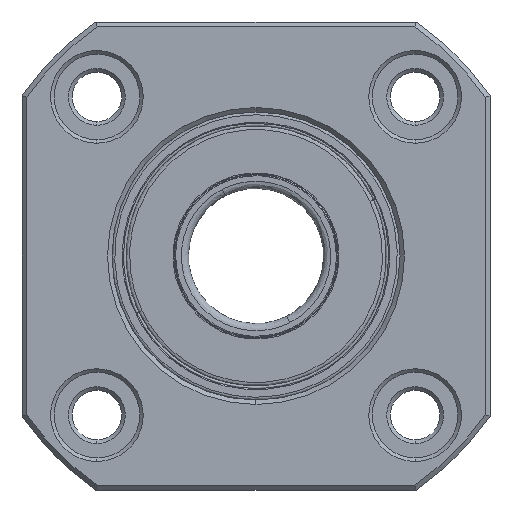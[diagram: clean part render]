
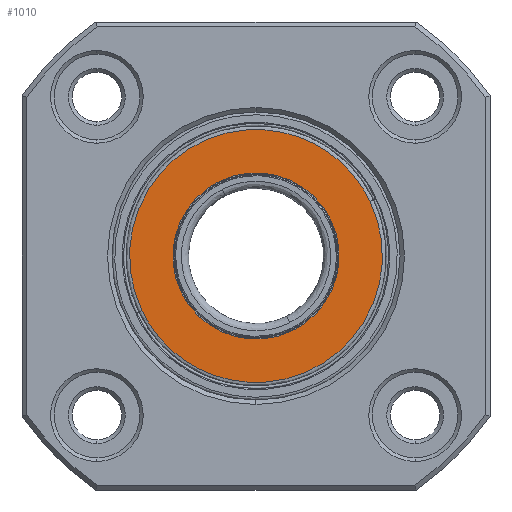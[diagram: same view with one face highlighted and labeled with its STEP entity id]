
A CAD part, left-side view. The second image highlights one B-rep face of the part: STEP entity #1010.
In plain terms, the highlighted planar face has unit normal (-1, 0, 0).
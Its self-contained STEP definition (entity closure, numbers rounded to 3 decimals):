
#121 = DIRECTION ( 'NONE',  ( -1., 0., 0. ) ) ;
#141 = EDGE_CURVE ( 'NONE', #10103, #7882, #7150, .T. ) ;
#163 = DIRECTION ( 'NONE',  ( 0., -0.902, 0.432 ) ) ;
#655 = VERTEX_POINT ( 'NONE', #9755 ) ;
#781 =( BOUNDED_CURVE ( )  B_SPLINE_CURVE ( 3, ( #10892, #9176, #10835, #4956 ),
 .UNSPECIFIED., .F., .T. ) 
 B_SPLINE_CURVE_WITH_KNOTS ( ( 4, 4 ),
 ( 0., 1. ),
 .UNSPECIFIED. ) 
 CURVE ( )  GEOMETRIC_REPRESENTATION_ITEM ( )  RATIONAL_B_SPLINE_CURVE ( ( 1., 0.333, 0.333, 1. ) ) 
 REPRESENTATION_ITEM ( '' )  );
#1010 = ADVANCED_FACE ( 'NONE', ( #7144, #10510 ), #6181, .F. ) ;
#1350 = ORIENTED_EDGE ( 'NONE', *, *, #8679, .F. ) ;
#1466 = CARTESIAN_POINT ( 'NONE',  ( 3.6, 0., 0. ) ) ;
#1550 = CARTESIAN_POINT ( 'NONE',  ( 3.6, -12.671, 6.075 ) ) ;
#1795 = EDGE_LOOP ( 'NONE', ( #1350, #4896 ) ) ;
#2330 = CARTESIAN_POINT ( 'NONE',  ( 3.6, -0.521, 31.418 ) ) ;
#2888 = CARTESIAN_POINT ( 'NONE',  ( 3.6, -3.992, -8.327 ) ) ;
#3132 = EDGE_LOOP ( 'NONE', ( #8971, #10310 ) ) ;
#3957 = EDGE_CURVE ( 'NONE', #9742, #655, #10432, .T. ) ;
#4411 = DIRECTION ( 'NONE',  ( 0., -0.902, 0.432 ) ) ;
#4896 = ORIENTED_EDGE ( 'NONE', *, *, #3957, .F. ) ;
#4956 = CARTESIAN_POINT ( 'NONE',  ( 3.6, 12.671, -6.075 ) ) ;
#5095 = DIRECTION ( 'NONE',  ( -1., 0., 0. ) ) ;
#5393 = DIRECTION ( 'NONE',  ( 1., 0., 0. ) ) ;
#5765 = AXIS2_PLACEMENT_3D ( 'NONE', #1466, #5095, #6706 ) ;
#6181 = PLANE ( 'NONE',  #9516 ) ;
#6561 = CARTESIAN_POINT ( 'NONE',  ( 3.6, 12.671, -6.075 ) ) ;
#6706 = DIRECTION ( 'NONE',  ( 0., -0.902, 0.432 ) ) ;
#6816 = CARTESIAN_POINT ( 'NONE',  ( 3.6, 0., 0. ) ) ;
#7018 = CARTESIAN_POINT ( 'NONE',  ( 3.6, 12.671, -6.075 ) ) ;
#7144 = FACE_OUTER_BOUND ( 'NONE', #3132, .T. ) ;
#7150 =( BOUNDED_CURVE ( )  B_SPLINE_CURVE ( 3, ( #6561, #9951, #2330, #1550 ),
 .UNSPECIFIED., .F., .T. ) 
 B_SPLINE_CURVE_WITH_KNOTS ( ( 4, 4 ),
 ( 0., 1. ),
 .UNSPECIFIED. ) 
 CURVE ( )  GEOMETRIC_REPRESENTATION_ITEM ( )  RATIONAL_B_SPLINE_CURVE ( ( 1., 0.333, 0.333, 1. ) ) 
 REPRESENTATION_ITEM ( '' )  );
#7568 = EDGE_CURVE ( 'NONE', #7882, #10103, #781, .T. ) ;
#7882 = VERTEX_POINT ( 'NONE', #9990 ) ;
#8062 = CIRCLE ( 'NONE', #5765, 9.235 ) ;
#8679 = EDGE_CURVE ( 'NONE', #655, #9742, #8062, .T. ) ;
#8836 = AXIS2_PLACEMENT_3D ( 'NONE', #6816, #121, #4411 ) ;
#8971 = ORIENTED_EDGE ( 'NONE', *, *, #141, .F. ) ;
#9176 = CARTESIAN_POINT ( 'NONE',  ( 3.6, -24.821, -19.267 ) ) ;
#9516 = AXIS2_PLACEMENT_3D ( 'NONE', #2888, #5393, #163 ) ;
#9685 = CARTESIAN_POINT ( 'NONE',  ( 3.6, 8.327, -3.992 ) ) ;
#9742 = VERTEX_POINT ( 'NONE', #9685 ) ;
#9755 = CARTESIAN_POINT ( 'NONE',  ( 3.6, -8.327, 3.992 ) ) ;
#9951 = CARTESIAN_POINT ( 'NONE',  ( 3.6, 24.821, 19.267 ) ) ;
#9990 = CARTESIAN_POINT ( 'NONE',  ( 3.6, -12.671, 6.075 ) ) ;
#10103 = VERTEX_POINT ( 'NONE', #7018 ) ;
#10310 = ORIENTED_EDGE ( 'NONE', *, *, #7568, .F. ) ;
#10432 = CIRCLE ( 'NONE', #8836, 9.235 ) ;
#10510 = FACE_BOUND ( 'NONE', #1795, .T. ) ;
#10835 = CARTESIAN_POINT ( 'NONE',  ( 3.6, 0.521, -31.418 ) ) ;
#10892 = CARTESIAN_POINT ( 'NONE',  ( 3.6, -12.671, 6.075 ) ) ;
